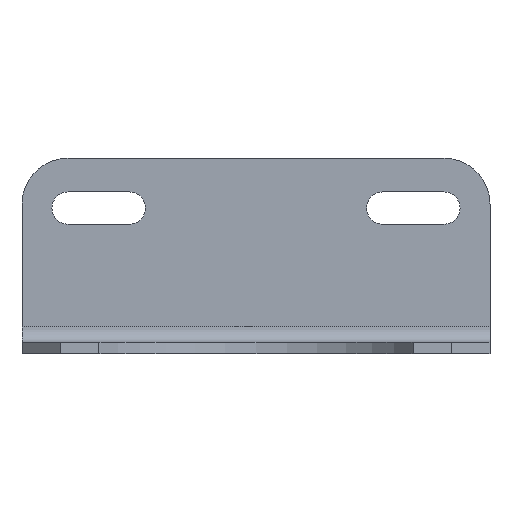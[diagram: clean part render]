
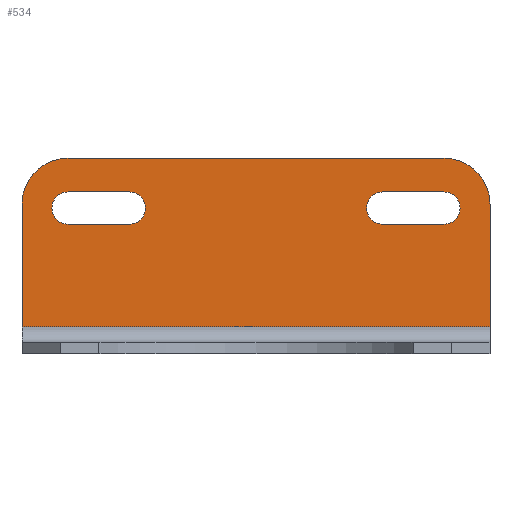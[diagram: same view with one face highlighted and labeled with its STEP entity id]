
A CAD part, top view. The second image highlights one B-rep face of the part: STEP entity #534.
In plain terms, the highlighted planar face has unit normal (0, 0, 1).
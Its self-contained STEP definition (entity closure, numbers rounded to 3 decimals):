
#5 = DIRECTION ( 'NONE',  ( 0., -1., 0. ) ) ;
#6 = ORIENTED_EDGE ( 'NONE', *, *, #145, .F. ) ;
#7 = VERTEX_POINT ( 'NONE', #933 ) ;
#14 = DIRECTION ( 'NONE',  ( 0., 1., 0. ) ) ;
#15 = EDGE_CURVE ( 'NONE', #1053, #796, #354, .T. ) ;
#16 = LINE ( 'NONE', #378, #289 ) ;
#17 = CIRCLE ( 'NONE', #935, 4.2 ) ;
#20 = ORIENTED_EDGE ( 'NONE', *, *, #47, .F. ) ;
#37 = CARTESIAN_POINT ( 'NONE',  ( -49., 38., 3. ) ) ;
#47 = EDGE_CURVE ( 'NONE', #344, #361, #205, .T. ) ;
#49 = DIRECTION ( 'NONE',  ( 1., 0., 0. ) ) ;
#60 = LINE ( 'NONE', #738, #971 ) ;
#63 = AXIS2_PLACEMENT_3D ( 'NONE', #37, #609, #689 ) ;
#66 = CARTESIAN_POINT ( 'NONE',  ( -61., 7., 3. ) ) ;
#84 = VECTOR ( 'NONE', #49, 1000. ) ;
#88 = EDGE_LOOP ( 'NONE', ( #1152, #1016, #167, #387, #542, #1112 ) ) ;
#95 = FACE_BOUND ( 'NONE', #239, .T. ) ;
#104 = DIRECTION ( 'NONE',  ( 1., 0., 0. ) ) ;
#127 = CARTESIAN_POINT ( 'NONE',  ( 70., 51., 3. ) ) ;
#128 = VECTOR ( 'NONE', #133, 1000. ) ;
#132 = VERTEX_POINT ( 'NONE', #965 ) ;
#133 = DIRECTION ( 'NONE',  ( -1., 0., 0. ) ) ;
#139 = CARTESIAN_POINT ( 'NONE',  ( 70., 42.2, 3. ) ) ;
#145 = EDGE_CURVE ( 'NONE', #555, #851, #973, .T. ) ;
#150 = ORIENTED_EDGE ( 'NONE', *, *, #202, .F. ) ;
#167 = ORIENTED_EDGE ( 'NONE', *, *, #607, .F. ) ;
#179 = EDGE_CURVE ( 'NONE', #361, #555, #955, .T. ) ;
#185 = DIRECTION ( 'NONE',  ( 0., 1., 0. ) ) ;
#186 = DIRECTION ( 'NONE',  ( 0., 0., -1. ) ) ;
#192 = DIRECTION ( 'NONE',  ( 1., 0., 0. ) ) ;
#202 = EDGE_CURVE ( 'NONE', #851, #1125, #938, .T. ) ;
#205 = CIRCLE ( 'NONE', #287, 4.2 ) ;
#212 = CARTESIAN_POINT ( 'NONE',  ( 53.2, 38., 3. ) ) ;
#228 = CARTESIAN_POINT ( 'NONE',  ( -33., 33.8, 3. ) ) ;
#237 = ORIENTED_EDGE ( 'NONE', *, *, #326, .F. ) ;
#239 = EDGE_LOOP ( 'NONE', ( #237, #150, #6, #962, #20 ) ) ;
#249 = DIRECTION ( 'NONE',  ( 1., 0., 0. ) ) ;
#251 = CIRCLE ( 'NONE', #944, 4.2 ) ;
#287 = AXIS2_PLACEMENT_3D ( 'NONE', #949, #663, #104 ) ;
#288 = CARTESIAN_POINT ( 'NONE',  ( 70., 51., 3. ) ) ;
#289 = VECTOR ( 'NONE', #572, 1000. ) ;
#295 = DIRECTION ( 'NONE',  ( 1., 0., 0. ) ) ;
#304 = VECTOR ( 'NONE', #859, 1000. ) ;
#305 = LINE ( 'NONE', #968, #493 ) ;
#309 = CARTESIAN_POINT ( 'NONE',  ( 70., 7., 3. ) ) ;
#311 = CARTESIAN_POINT ( 'NONE',  ( 49., 38., 3. ) ) ;
#316 = CIRCLE ( 'NONE', #559, 4.2 ) ;
#326 = EDGE_CURVE ( 'NONE', #1125, #344, #316, .T. ) ;
#339 = LINE ( 'NONE', #309, #304 ) ;
#344 = VERTEX_POINT ( 'NONE', #647 ) ;
#349 = CARTESIAN_POINT ( 'NONE',  ( -49., 51., 3. ) ) ;
#351 = CARTESIAN_POINT ( 'NONE',  ( -49., 33.8, 3. ) ) ;
#354 = CIRCLE ( 'NONE', #969, 12. ) ;
#355 = CIRCLE ( 'NONE', #902, 12. ) ;
#361 = VERTEX_POINT ( 'NONE', #1093 ) ;
#378 = CARTESIAN_POINT ( 'NONE',  ( 70., 42.2, 3. ) ) ;
#381 = CARTESIAN_POINT ( 'NONE',  ( 33., 38., 3. ) ) ;
#387 = ORIENTED_EDGE ( 'NONE', *, *, #883, .F. ) ;
#391 = CARTESIAN_POINT ( 'NONE',  ( 49., 51., 3. ) ) ;
#398 = ORIENTED_EDGE ( 'NONE', *, *, #547, .F. ) ;
#418 = DIRECTION ( 'NONE',  ( 1., 0., 0. ) ) ;
#455 = ORIENTED_EDGE ( 'NONE', *, *, #1038, .F. ) ;
#458 = PLANE ( 'NONE',  #1013 ) ;
#459 = DIRECTION ( 'NONE',  ( 1., 0., 0. ) ) ;
#465 = CARTESIAN_POINT ( 'NONE',  ( 49., 33.8, 3. ) ) ;
#469 = DIRECTION ( 'NONE',  ( 1., 0., 0. ) ) ;
#489 = DIRECTION ( 'NONE',  ( 0., 0., -1. ) ) ;
#493 = VECTOR ( 'NONE', #418, 1000. ) ;
#514 = EDGE_CURVE ( 'NONE', #1003, #7, #251, .T. ) ;
#515 = CARTESIAN_POINT ( 'NONE',  ( 61., 39., 3. ) ) ;
#529 = VERTEX_POINT ( 'NONE', #465 ) ;
#534 = ADVANCED_FACE ( 'NONE', ( #1163, #95, #725 ), #458, .F. ) ;
#542 = ORIENTED_EDGE ( 'NONE', *, *, #15, .F. ) ;
#543 = DIRECTION ( 'NONE',  ( 0., 0., 1. ) ) ;
#547 = EDGE_CURVE ( 'NONE', #7, #657, #16, .T. ) ;
#549 = EDGE_CURVE ( 'NONE', #875, #132, #871, .T. ) ;
#552 = DIRECTION ( 'NONE',  ( 1., 0., 0. ) ) ;
#555 = VERTEX_POINT ( 'NONE', #840 ) ;
#559 = AXIS2_PLACEMENT_3D ( 'NONE', #1184, #543, #552 ) ;
#572 = DIRECTION ( 'NONE',  ( -1., 0., 0. ) ) ;
#574 = DIRECTION ( 'NONE',  ( 1., 0., 0. ) ) ;
#590 = CARTESIAN_POINT ( 'NONE',  ( 33., 42.2, 3. ) ) ;
#602 = EDGE_LOOP ( 'NONE', ( #455, #1102, #746, #398, #1156 ) ) ;
#607 = EDGE_CURVE ( 'NONE', #792, #875, #339, .T. ) ;
#609 = DIRECTION ( 'NONE',  ( 0., 0., 1. ) ) ;
#647 = CARTESIAN_POINT ( 'NONE',  ( -28.8, 38., 3. ) ) ;
#648 = CARTESIAN_POINT ( 'NONE',  ( -61., 51., 3. ) ) ;
#657 = VERTEX_POINT ( 'NONE', #590 ) ;
#663 = DIRECTION ( 'NONE',  ( 0., 0., 1. ) ) ;
#689 = DIRECTION ( 'NONE',  ( 1., 0., 0. ) ) ;
#718 = CARTESIAN_POINT ( 'NONE',  ( 70., 33.8, 3. ) ) ;
#725 = FACE_BOUND ( 'NONE', #602, .T. ) ;
#737 = DIRECTION ( 'NONE',  ( 0., 0., 1. ) ) ;
#738 = CARTESIAN_POINT ( 'NONE',  ( 61., 51., 3. ) ) ;
#746 = ORIENTED_EDGE ( 'NONE', *, *, #960, .F. ) ;
#776 = VERTEX_POINT ( 'NONE', #964 ) ;
#787 = LINE ( 'NONE', #127, #84 ) ;
#792 = VERTEX_POINT ( 'NONE', #1064 ) ;
#796 = VERTEX_POINT ( 'NONE', #515 ) ;
#840 = CARTESIAN_POINT ( 'NONE',  ( -49., 42.2, 3. ) ) ;
#842 = DIRECTION ( 'NONE',  ( 0., 0., -1. ) ) ;
#851 = VERTEX_POINT ( 'NONE', #351 ) ;
#855 = VERTEX_POINT ( 'NONE', #349 ) ;
#859 = DIRECTION ( 'NONE',  ( -1., 0., 0. ) ) ;
#871 = LINE ( 'NONE', #648, #986 ) ;
#875 = VERTEX_POINT ( 'NONE', #66 ) ;
#877 = EDGE_CURVE ( 'NONE', #132, #855, #355, .T. ) ;
#883 = EDGE_CURVE ( 'NONE', #796, #792, #60, .T. ) ;
#899 = CIRCLE ( 'NONE', #1002, 4.2 ) ;
#902 = AXIS2_PLACEMENT_3D ( 'NONE', #1115, #842, #459 ) ;
#933 = CARTESIAN_POINT ( 'NONE',  ( 49., 42.2, 3. ) ) ;
#935 = AXIS2_PLACEMENT_3D ( 'NONE', #381, #1023, #469 ) ;
#938 = LINE ( 'NONE', #718, #1085 ) ;
#944 = AXIS2_PLACEMENT_3D ( 'NONE', #1019, #737, #192 ) ;
#949 = CARTESIAN_POINT ( 'NONE',  ( -33., 38., 3. ) ) ;
#955 = LINE ( 'NONE', #139, #128 ) ;
#960 = EDGE_CURVE ( 'NONE', #657, #776, #17, .T. ) ;
#962 = ORIENTED_EDGE ( 'NONE', *, *, #179, .F. ) ;
#964 = CARTESIAN_POINT ( 'NONE',  ( 33., 33.8, 3. ) ) ;
#965 = CARTESIAN_POINT ( 'NONE',  ( -61., 39., 3. ) ) ;
#968 = CARTESIAN_POINT ( 'NONE',  ( 70., 33.8, 3. ) ) ;
#969 = AXIS2_PLACEMENT_3D ( 'NONE', #1116, #489, #295 ) ;
#971 = VECTOR ( 'NONE', #5, 1000. ) ;
#973 = CIRCLE ( 'NONE', #63, 4.2 ) ;
#986 = VECTOR ( 'NONE', #185, 1000. ) ;
#1002 = AXIS2_PLACEMENT_3D ( 'NONE', #311, #1124, #574 ) ;
#1003 = VERTEX_POINT ( 'NONE', #212 ) ;
#1013 = AXIS2_PLACEMENT_3D ( 'NONE', #288, #186, #14 ) ;
#1016 = ORIENTED_EDGE ( 'NONE', *, *, #549, .F. ) ;
#1019 = CARTESIAN_POINT ( 'NONE',  ( 49., 38., 3. ) ) ;
#1023 = DIRECTION ( 'NONE',  ( 0., 0., 1. ) ) ;
#1038 = EDGE_CURVE ( 'NONE', #529, #1003, #899, .T. ) ;
#1053 = VERTEX_POINT ( 'NONE', #391 ) ;
#1064 = CARTESIAN_POINT ( 'NONE',  ( 61., 7., 3. ) ) ;
#1085 = VECTOR ( 'NONE', #249, 1000. ) ;
#1093 = CARTESIAN_POINT ( 'NONE',  ( -33., 42.2, 3. ) ) ;
#1095 = EDGE_CURVE ( 'NONE', #855, #1053, #787, .T. ) ;
#1102 = ORIENTED_EDGE ( 'NONE', *, *, #1172, .F. ) ;
#1112 = ORIENTED_EDGE ( 'NONE', *, *, #1095, .F. ) ;
#1115 = CARTESIAN_POINT ( 'NONE',  ( -49., 39., 3. ) ) ;
#1116 = CARTESIAN_POINT ( 'NONE',  ( 49., 39., 3. ) ) ;
#1124 = DIRECTION ( 'NONE',  ( 0., 0., 1. ) ) ;
#1125 = VERTEX_POINT ( 'NONE', #228 ) ;
#1152 = ORIENTED_EDGE ( 'NONE', *, *, #877, .F. ) ;
#1156 = ORIENTED_EDGE ( 'NONE', *, *, #514, .F. ) ;
#1163 = FACE_OUTER_BOUND ( 'NONE', #88, .T. ) ;
#1172 = EDGE_CURVE ( 'NONE', #776, #529, #305, .T. ) ;
#1184 = CARTESIAN_POINT ( 'NONE',  ( -33., 38., 3. ) ) ;
